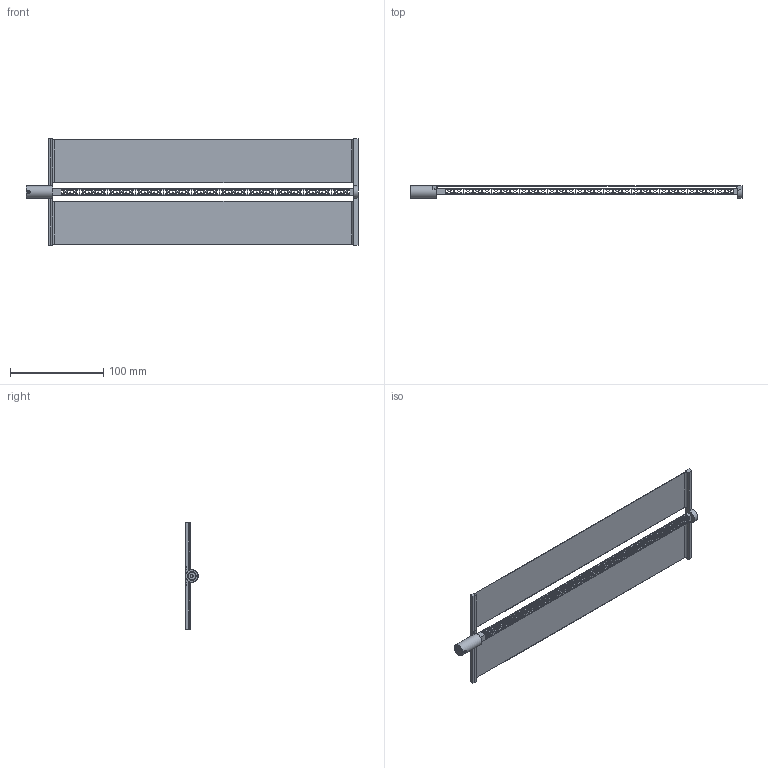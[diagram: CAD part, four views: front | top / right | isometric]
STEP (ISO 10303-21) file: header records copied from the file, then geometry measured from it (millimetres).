
FILE_DESCRIPTION(/* description */ (''),/* implementation_level */ '2;1');
FILE_NAME(/* name */ 'HiFi_Solar_Array_Wing.step',/* time_stamp */ '2022-02-09T17:20:34-06:00',/* author */ (''),/* organization */ (''),/* preprocessor_version */ 'ST-DEVELOPER v18.1',/* originating_system */ 'Autodesk Translation Framework v10.13.0.1454',/* authorisation */ '');
FILE_SCHEMA (('AUTOMOTIVE_DESIGN { 1 0 10303 214 3 1 1 }'));
Products named in the file (1): Mimic_SAW_Assembly_Final
Bounding box: 355.69 x 13.58 x 114.3 mm (x, y, z)
Volume: 27362 mm3; surface area: 81151.7 mm2
Topology: 3 solids, 7 shells, 1742 faces, 5121 edges, 3021 vertices
Faces by surface type: plane 1697, cylinder 38, cone 5, bspline 2
Full cylindrical faces by diameter (mm): 2.356 x10, 2.927 x11, 3 x4, 7 x1, 9 x2, 9.2 x1, 13.208 x1
Entity records: 62930 total; most frequent: CARTESIAN_POINT 15824, ORIENTED_EDGE 10172, DIRECTION 8513, EDGE_CURVE 5086, LINE 4957, VECTOR 4957, VERTEX_POINT 2998, EDGE_LOOP 2370
